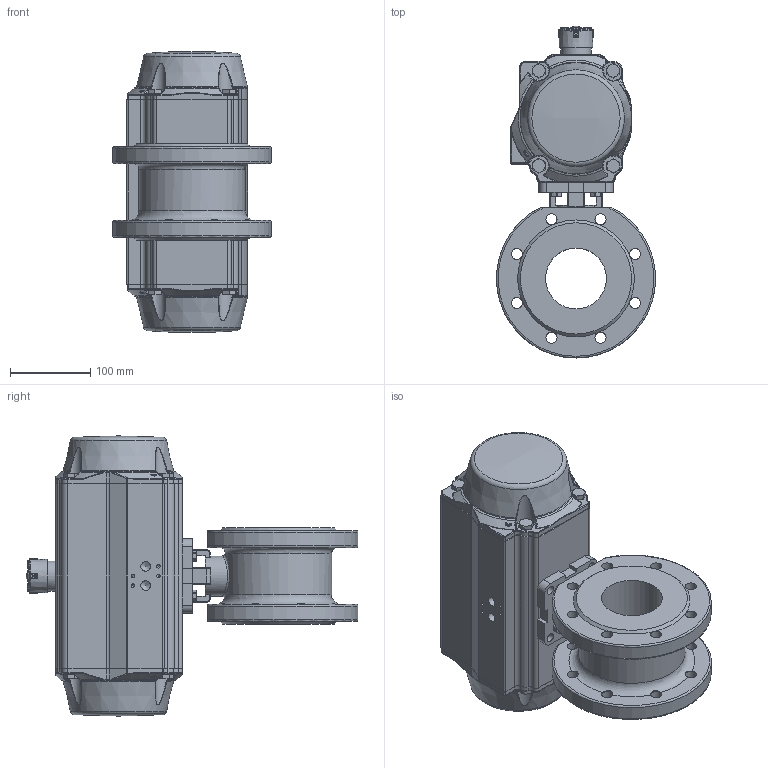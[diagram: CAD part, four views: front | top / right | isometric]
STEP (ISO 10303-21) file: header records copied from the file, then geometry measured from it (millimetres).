
FILE_DESCRIPTION(/* description */ ('Unknown'),/* implementation_level */ '2;1');
FILE_NAME(/* name */ 'FR060932-11',/* time_stamp */ '2023-05-02T10:45:51+02:00',/* author */ ('Unknown'),/* organization */ ('Unknown'),/* preprocessor_version */ 'ST-DEVELOPER v18.102',/* originating_system */ 'Solid Edge',/* authorisation */ 'Unknown');
FILE_SCHEMA (('AUTOMOTIVE_DESIGN {1 0 10303 214 3 1 1}'));
Products named in the file (11): FR248-8.440.080; 8.440.080; DIN933_M8x25; DW333_FR248; KP-125; ָʾ; 硌尨釱; 硌尨梓尨_酴伎; 指示标示(黄色）_红色; cup head nib bolts with large head gb_GB_FASTENER_BOLT_CHNBW M6X25-N; hexagon head bolts--product grade c gb_GB_FASTENER_BOLT_HHBC M10X45-N
Assembly tree (22 placements, depth 4):
  FR248-8.440.080
    8.440.080
    DIN933_M8x25  x4
    DW333_FR248
      KP-125
      ָʾ
        硌尨釱
        硌尨梓尨_酴伎  x2
        指示标示(黄色）_红色  x2
      cup head nib bolts with large head gb_GB_FASTENER_BOLT_CHNBW M6X25-N
      hexagon head bolts--product grade c gb_GB_FASTENER_BOLT_HHBC M10X45-N  x8
Bounding box: 198.28 x 414.62 x 349.9 mm (x, y, z)
Volume: 8478244.6 mm3; surface area: 469826.7 mm2
Topology: 20 solids, 20 shells, 1381 faces, 3240 edges, 1919 vertices
Faces by surface type: cylinder 411, plane 401, bspline 260, cone 155, torus 135, sphere 19
Full cylindrical faces by diameter (mm): 3 x16, 3.3 x8, 4.2 x8, 4.66 x1, 5 x1, 6 x1, 6.2 x1, 6.8 x4, 8 x4, 8.5 x12, 9 x4, 10 x8, 11 x4, 11.8 x2, 13.835 x16, 22 x1, 22.2 x1, 24.4 x1, 30.8 x1, 32 x1, 38 x1, 38.5 x1, 50 x1, 55 x1, 76 x1, 133 x1
Entity records: 49468 total; most frequent: CARTESIAN_POINT 25110, ORIENTED_EDGE 4650, DIRECTION 4469, EDGE_CURVE 2325, AXIS2_PLACEMENT_3D 1835, VERTEX_POINT 1457, FACE_BOUND 1298, EDGE_LOOP 1275
